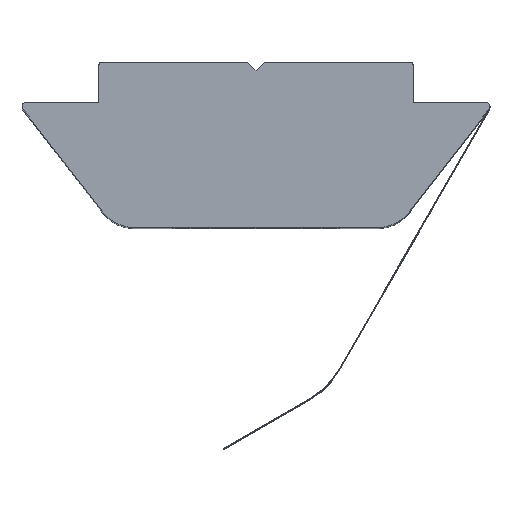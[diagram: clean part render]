
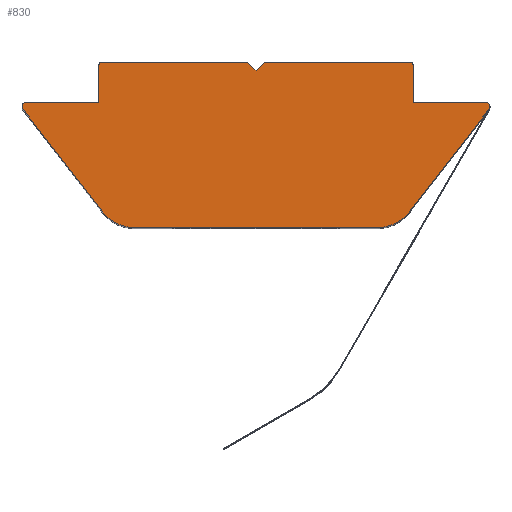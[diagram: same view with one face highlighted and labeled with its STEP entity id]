
A CAD part, top view. The second image highlights one B-rep face of the part: STEP entity #830.
In plain terms, the highlighted planar face has unit normal (0, 0, 1).
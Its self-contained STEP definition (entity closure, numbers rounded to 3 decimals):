
#49=CIRCLE('',#893,0.1);
#52=CIRCLE('',#899,0.1);
#54=CIRCLE('',#903,1.);
#56=CIRCLE('',#906,0.1);
#57=CIRCLE('',#909,2.01);
#58=CIRCLE('',#911,2.);
#60=CIRCLE('',#914,1.);
#62=CIRCLE('',#918,0.1);
#64=CIRCLE('',#923,0.1);
#104=FACE_OUTER_BOUND('',#146,.T.);
#146=EDGE_LOOP('',(#712,#713,#714,#715,#716,#717,#718,#719,#720,#721,#722,
#723,#724,#725,#726,#727,#728,#729,#730,#731,#732,#733,#734,#735,#736,#737));
#154=LINE('',#1185,#240);
#161=LINE('',#1198,#247);
#166=LINE('',#1209,#252);
#182=LINE('',#1260,#268);
#185=LINE('',#1266,#271);
#190=LINE('',#1294,#276);
#195=LINE('',#1303,#281);
#199=LINE('',#1311,#285);
#205=LINE('',#1329,#291);
#208=LINE('',#1335,#294);
#212=LINE('',#1347,#298);
#216=LINE('',#1360,#302);
#220=LINE('',#1378,#306);
#224=LINE('',#1390,#310);
#227=LINE('',#1396,#313);
#231=LINE('',#1406,#317);
#233=LINE('',#1409,#319);
#240=VECTOR('',#940,10.);
#247=VECTOR('',#951,10.);
#252=VECTOR('',#960,10.);
#268=VECTOR('',#1012,10.);
#271=VECTOR('',#1017,10.);
#276=VECTOR('',#1044,10.);
#281=VECTOR('',#1051,10.);
#285=VECTOR('',#1059,10.);
#291=VECTOR('',#1075,10.);
#294=VECTOR('',#1080,10.);
#298=VECTOR('',#1092,10.);
#302=VECTOR('',#1110,10.);
#306=VECTOR('',#1130,10.);
#310=VECTOR('',#1142,10.);
#313=VECTOR('',#1147,10.);
#317=VECTOR('',#1159,10.);
#319=VECTOR('',#1163,10.);
#326=VERTEX_POINT('',#1182);
#327=VERTEX_POINT('',#1184);
#331=VERTEX_POINT('',#1196);
#335=VERTEX_POINT('',#1208);
#351=VERTEX_POINT('',#1257);
#352=VERTEX_POINT('',#1259);
#353=VERTEX_POINT('',#1263);
#354=VERTEX_POINT('',#1265);
#365=VERTEX_POINT('',#1291);
#366=VERTEX_POINT('',#1293);
#369=VERTEX_POINT('',#1301);
#371=VERTEX_POINT('',#1309);
#373=VERTEX_POINT('',#1317);
#377=VERTEX_POINT('',#1326);
#378=VERTEX_POINT('',#1328);
#380=VERTEX_POINT('',#1334);
#382=VERTEX_POINT('',#1339);
#384=VERTEX_POINT('',#1346);
#386=VERTEX_POINT('',#1352);
#389=VERTEX_POINT('',#1369);
#390=VERTEX_POINT('',#1371);
#392=VERTEX_POINT('',#1377);
#394=VERTEX_POINT('',#1383);
#396=VERTEX_POINT('',#1389);
#398=VERTEX_POINT('',#1395);
#400=VERTEX_POINT('',#1401);
#407=EDGE_CURVE('',#327,#326,#154,.T.);
#414=EDGE_CURVE('',#326,#331,#161,.T.);
#419=EDGE_CURVE('',#335,#327,#166,.T.);
#445=EDGE_CURVE('',#352,#351,#182,.T.);
#448=EDGE_CURVE('',#354,#353,#185,.T.);
#462=EDGE_CURVE('',#366,#365,#190,.T.);
#467=EDGE_CURVE('',#365,#369,#195,.T.);
#471=EDGE_CURVE('',#369,#371,#199,.T.);
#474=EDGE_CURVE('',#373,#354,#49,.T.);
#479=EDGE_CURVE('',#378,#377,#205,.T.);
#482=EDGE_CURVE('',#380,#378,#208,.T.);
#486=EDGE_CURVE('',#382,#380,#52,.T.);
#488=EDGE_CURVE('',#384,#373,#212,.T.);
#491=EDGE_CURVE('',#386,#384,#54,.T.);
#494=EDGE_CURVE('',#377,#366,#56,.T.);
#496=EDGE_CURVE('',#351,#382,#216,.T.);
#497=EDGE_CURVE('',#331,#352,#57,.T.);
#498=EDGE_CURVE('',#353,#335,#58,.T.);
#501=EDGE_CURVE('',#390,#389,#60,.T.);
#504=EDGE_CURVE('',#392,#390,#220,.T.);
#507=EDGE_CURVE('',#394,#392,#62,.T.);
#510=EDGE_CURVE('',#396,#394,#224,.T.);
#513=EDGE_CURVE('',#398,#396,#227,.T.);
#516=EDGE_CURVE('',#400,#398,#64,.T.);
#519=EDGE_CURVE('',#389,#386,#231,.T.);
#521=EDGE_CURVE('',#371,#400,#233,.T.);
#712=ORIENTED_EDGE('',*,*,#521,.T.);
#713=ORIENTED_EDGE('',*,*,#516,.T.);
#714=ORIENTED_EDGE('',*,*,#513,.T.);
#715=ORIENTED_EDGE('',*,*,#510,.T.);
#716=ORIENTED_EDGE('',*,*,#507,.T.);
#717=ORIENTED_EDGE('',*,*,#504,.T.);
#718=ORIENTED_EDGE('',*,*,#501,.T.);
#719=ORIENTED_EDGE('',*,*,#519,.T.);
#720=ORIENTED_EDGE('',*,*,#491,.T.);
#721=ORIENTED_EDGE('',*,*,#488,.T.);
#722=ORIENTED_EDGE('',*,*,#474,.T.);
#723=ORIENTED_EDGE('',*,*,#448,.T.);
#724=ORIENTED_EDGE('',*,*,#498,.T.);
#725=ORIENTED_EDGE('',*,*,#419,.T.);
#726=ORIENTED_EDGE('',*,*,#407,.T.);
#727=ORIENTED_EDGE('',*,*,#414,.T.);
#728=ORIENTED_EDGE('',*,*,#497,.T.);
#729=ORIENTED_EDGE('',*,*,#445,.T.);
#730=ORIENTED_EDGE('',*,*,#496,.T.);
#731=ORIENTED_EDGE('',*,*,#486,.T.);
#732=ORIENTED_EDGE('',*,*,#482,.T.);
#733=ORIENTED_EDGE('',*,*,#479,.T.);
#734=ORIENTED_EDGE('',*,*,#494,.T.);
#735=ORIENTED_EDGE('',*,*,#462,.T.);
#736=ORIENTED_EDGE('',*,*,#467,.T.);
#737=ORIENTED_EDGE('',*,*,#471,.T.);
#789=PLANE('',#926);
#830=ADVANCED_FACE('',(#104),#789,.T.);
#893=AXIS2_PLACEMENT_3D('',#1318,#1066,#1067);
#899=AXIS2_PLACEMENT_3D('',#1342,#1087,#1088);
#903=AXIS2_PLACEMENT_3D('',#1353,#1098,#1099);
#906=AXIS2_PLACEMENT_3D('',#1357,#1105,#1106);
#909=AXIS2_PLACEMENT_3D('',#1362,#1113,#1114);
#911=AXIS2_PLACEMENT_3D('',#1364,#1117,#1118);
#914=AXIS2_PLACEMENT_3D('',#1372,#1124,#1125);
#918=AXIS2_PLACEMENT_3D('',#1384,#1136,#1137);
#923=AXIS2_PLACEMENT_3D('',#1402,#1153,#1154);
#926=AXIS2_PLACEMENT_3D('',#1410,#1164,#1165);
#940=DIRECTION('',(0.5,-0.866,0.));
#951=DIRECTION('',(0.866,0.5,0.));
#960=DIRECTION('',(-0.866,-0.5,0.));
#1012=DIRECTION('',(0.5,0.866,0.));
#1017=DIRECTION('',(-0.5,-0.866,0.));
#1044=DIRECTION('',(-1.,0.,0.));
#1051=DIRECTION('',(-0.707,-0.707,0.));
#1059=DIRECTION('',(-0.707,0.707,0.));
#1066=DIRECTION('center_axis',(0.,0.,1.));
#1067=DIRECTION('ref_axis',(0.791,-0.612,0.));
#1075=DIRECTION('',(0.,1.,0.));
#1080=DIRECTION('',(-1.,0.,0.));
#1087=DIRECTION('center_axis',(0.,0.,1.));
#1088=DIRECTION('ref_axis',(0.791,-0.612,0.));
#1092=DIRECTION('',(0.612,0.791,0.));
#1098=DIRECTION('center_axis',(0.,0.,1.));
#1099=DIRECTION('ref_axis',(0.,-1.,0.));
#1105=DIRECTION('center_axis',(0.,0.,1.));
#1106=DIRECTION('ref_axis',(1.,0.,0.));
#1110=DIRECTION('',(-0.866,0.5,0.));
#1113=DIRECTION('center_axis',(0.,0.,1.));
#1114=DIRECTION('ref_axis',(0.5,-0.866,0.));
#1117=DIRECTION('center_axis',(0.,0.,-1.));
#1118=DIRECTION('ref_axis',(-0.5,0.866,0.));
#1124=DIRECTION('center_axis',(0.,0.,1.));
#1125=DIRECTION('ref_axis',(-0.791,-0.612,0.));
#1130=DIRECTION('',(0.612,-0.791,0.));
#1136=DIRECTION('center_axis',(0.,0.,1.));
#1137=DIRECTION('ref_axis',(0.,1.,0.));
#1142=DIRECTION('',(-1.,0.,0.));
#1147=DIRECTION('',(0.,-1.,0.));
#1153=DIRECTION('center_axis',(0.,0.,1.));
#1154=DIRECTION('ref_axis',(0.,1.,0.));
#1159=DIRECTION('',(1.,0.,0.));
#1163=DIRECTION('',(-1.,0.,0.));
#1164=DIRECTION('center_axis',(0.,0.,1.));
#1165=DIRECTION('ref_axis',(1.,0.,0.));
#1182=CARTESIAN_POINT('',(-0.807,-4.887,16.));
#1184=CARTESIAN_POINT('',(-0.812,-4.879,16.));
#1185=CARTESIAN_POINT('',(-0.812,-4.879,16.));
#1196=CARTESIAN_POINT('',(1.327,-3.655,16.));
#1198=CARTESIAN_POINT('',(-0.807,-4.887,16.));
#1208=CARTESIAN_POINT('',(1.322,-3.647,16.));
#1209=CARTESIAN_POINT('',(1.322,-3.647,16.));
#1257=CARTESIAN_POINT('',(5.795,3.545,16.));
#1259=CARTESIAN_POINT('',(2.063,-2.919,16.));
#1260=CARTESIAN_POINT('',(2.063,-2.919,16.));
#1263=CARTESIAN_POINT('',(2.054,-2.914,16.));
#1265=CARTESIAN_POINT('',(5.779,3.538,16.));
#1266=CARTESIAN_POINT('',(5.786,3.55,16.));
#1291=CARTESIAN_POINT('',(0.2,4.694,16.));
#1293=CARTESIAN_POINT('',(3.8,4.694,16.));
#1294=CARTESIAN_POINT('',(3.8,4.694,16.));
#1301=CARTESIAN_POINT('',(0.,4.494,16.));
#1303=CARTESIAN_POINT('',(0.2,4.694,16.));
#1309=CARTESIAN_POINT('',(-0.2,4.694,16.));
#1311=CARTESIAN_POINT('',(0.,4.494,16.));
#1317=CARTESIAN_POINT('',(5.775,3.532,16.));
#1318=CARTESIAN_POINT('Origin',(5.696,3.594,16.));
#1326=CARTESIAN_POINT('',(3.9,4.594,16.));
#1328=CARTESIAN_POINT('',(3.9,3.694,16.));
#1329=CARTESIAN_POINT('',(3.9,3.694,16.));
#1334=CARTESIAN_POINT('',(5.696,3.694,16.));
#1335=CARTESIAN_POINT('',(5.696,3.694,16.));
#1339=CARTESIAN_POINT('',(5.786,3.55,16.));
#1342=CARTESIAN_POINT('Origin',(5.696,3.594,16.));
#1346=CARTESIAN_POINT('',(3.8,0.982,16.));
#1347=CARTESIAN_POINT('',(3.8,0.982,16.));
#1352=CARTESIAN_POINT('',(3.01,0.594,16.));
#1353=CARTESIAN_POINT('Origin',(3.01,1.594,16.));
#1357=CARTESIAN_POINT('Origin',(3.8,4.594,16.));
#1360=CARTESIAN_POINT('',(5.795,3.545,16.));
#1362=CARTESIAN_POINT('Origin',(0.322,-1.914,16.));
#1364=CARTESIAN_POINT('Origin',(0.322,-1.914,16.));
#1369=CARTESIAN_POINT('',(-3.01,0.594,16.));
#1371=CARTESIAN_POINT('',(-3.8,0.982,16.));
#1372=CARTESIAN_POINT('Origin',(-3.01,1.594,16.));
#1377=CARTESIAN_POINT('',(-5.775,3.532,16.));
#1378=CARTESIAN_POINT('',(-5.775,3.532,16.));
#1383=CARTESIAN_POINT('',(-5.696,3.694,16.));
#1384=CARTESIAN_POINT('Origin',(-5.696,3.594,16.));
#1389=CARTESIAN_POINT('',(-3.9,3.694,16.));
#1390=CARTESIAN_POINT('',(-3.9,3.694,16.));
#1395=CARTESIAN_POINT('',(-3.9,4.594,16.));
#1396=CARTESIAN_POINT('',(-3.9,4.594,16.));
#1401=CARTESIAN_POINT('',(-3.8,4.694,16.));
#1402=CARTESIAN_POINT('Origin',(-3.8,4.594,16.));
#1406=CARTESIAN_POINT('',(-3.01,0.594,16.));
#1409=CARTESIAN_POINT('',(-0.2,4.694,16.));
#1410=CARTESIAN_POINT('Origin',(-2.693,2.644,16.));
